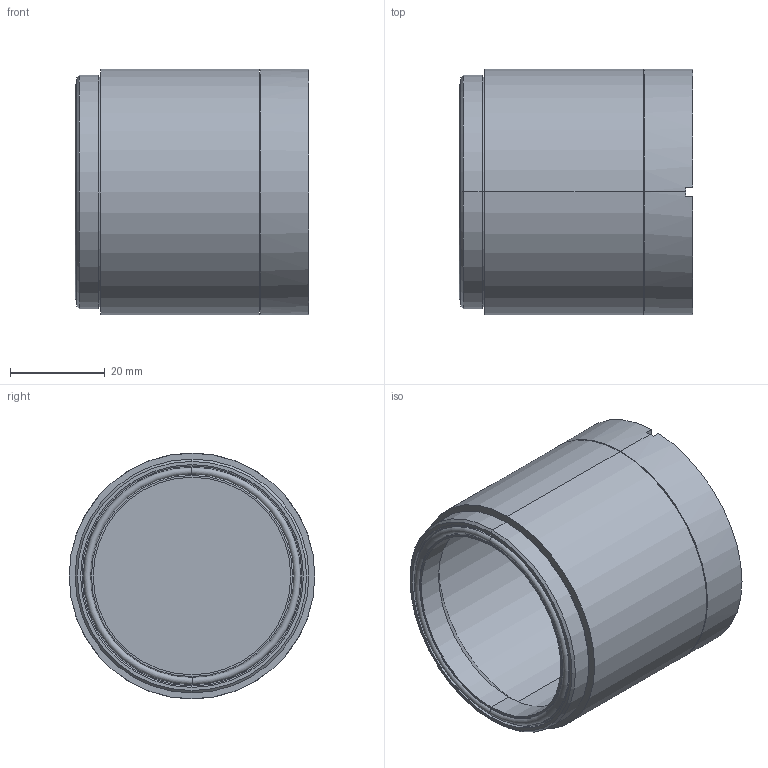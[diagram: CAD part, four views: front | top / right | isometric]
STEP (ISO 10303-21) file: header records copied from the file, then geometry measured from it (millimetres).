
FILE_DESCRIPTION (( 'STEP AP203' ), '1' );
FILE_NAME ('DP33228-A_IPT-D41L40.step', '2024-02-14T13:48:42', ( '' ), ( '' ), 'SwSTEP 2.0', 'SolidWorks 2021', '' );
FILE_SCHEMA (( 'CONFIG_CONTROL_DESIGN' ));
Length unit declared in the file: millimetre
Products named in the file (1): DP33228-A_IPT-D41L40
Bounding box: 49.5 x 52 x 52 mm (x, y, z)
Surface area: 17975.4 mm2 (no closed solid volume)
Topology: 0 solids, 6 shells, 45 faces, 106 edges, 68 vertices
Faces by surface type: cylinder 16, plane 15, torus 8, cone 6
Entity records: 1396 total; most frequent: DIRECTION 264, CARTESIAN_POINT 232, ORIENTED_EDGE 194, AXIS2_PLACEMENT_3D 116, EDGE_CURVE 106, CIRCLE 70, VERTEX_POINT 68, EDGE_LOOP 51
